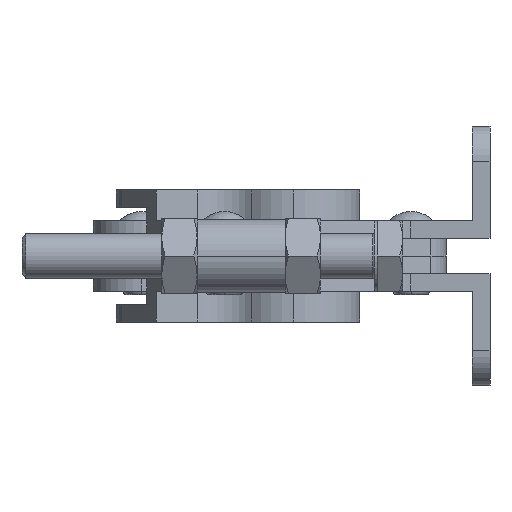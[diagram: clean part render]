
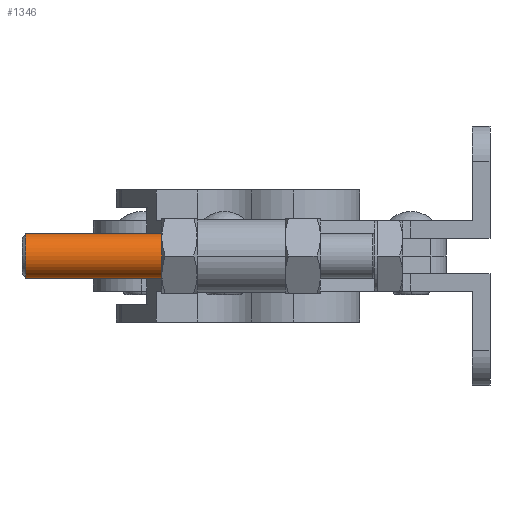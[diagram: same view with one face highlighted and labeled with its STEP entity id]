
A CAD part, left-side view. The second image highlights one B-rep face of the part: STEP entity #1346.
In plain terms, the highlighted cylindrical face has radius 5 mm (diameter 10 mm), a partial arc.
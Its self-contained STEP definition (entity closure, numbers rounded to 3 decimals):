
#617 = AXIS2_PLACEMENT_3D ( 'NONE', #9127, #6168, #4570 ) ;
#643 = CARTESIAN_POINT ( 'NONE',  ( -190.099, 19.841, 5. ) ) ;
#1346 = ADVANCED_FACE ( 'NONE', ( #4159 ), #9863, .T. ) ;
#1380 = VERTEX_POINT ( 'NONE', #4435 ) ;
#1787 = EDGE_CURVE ( 'NONE', #7209, #9452, #8051, .T. ) ;
#1912 = EDGE_CURVE ( 'NONE', #9452, #6945, #6343, .T. ) ;
#1933 = EDGE_CURVE ( 'NONE', #1380, #7209, #1983, .T. ) ;
#1983 = CIRCLE ( 'NONE', #617, 5. ) ;
#2105 = CARTESIAN_POINT ( 'NONE',  ( -190.099, 105.413, -5. ) ) ;
#3370 = EDGE_CURVE ( 'NONE', #1380, #6945, #5829, .T. ) ;
#3687 = DIRECTION ( 'NONE',  ( 0., -1., 0. ) ) ;
#3689 = CARTESIAN_POINT ( 'NONE',  ( -190.099, 19.841, 0. ) ) ;
#3867 = CARTESIAN_POINT ( 'NONE',  ( -190.099, 74.5, -5. ) ) ;
#4159 = FACE_OUTER_BOUND ( 'NONE', #9912, .T. ) ;
#4325 = CARTESIAN_POINT ( 'NONE',  ( -190.099, 19.841, -5. ) ) ;
#4435 = CARTESIAN_POINT ( 'NONE',  ( -190.099, 105.413, 5. ) ) ;
#4528 = CARTESIAN_POINT ( 'NONE',  ( -190.099, 74.5, 0. ) ) ;
#4570 = DIRECTION ( 'NONE',  ( 0., 0., 1. ) ) ;
#4900 = DIRECTION ( 'NONE',  ( 0., -1., 0. ) ) ;
#5192 = DIRECTION ( 'NONE',  ( 0., -1., 0. ) ) ;
#5829 = LINE ( 'NONE', #643, #7643 ) ;
#5980 = VECTOR ( 'NONE', #4900, 1000. ) ;
#6097 = DIRECTION ( 'NONE',  ( 0., 1., 0. ) ) ;
#6168 = DIRECTION ( 'NONE',  ( 0., -1., 0. ) ) ;
#6343 = CIRCLE ( 'NONE', #9084, 5. ) ;
#6945 = VERTEX_POINT ( 'NONE', #8642 ) ;
#6960 = ORIENTED_EDGE ( 'NONE', *, *, #1787, .T. ) ;
#7209 = VERTEX_POINT ( 'NONE', #2105 ) ;
#7410 = AXIS2_PLACEMENT_3D ( 'NONE', #3689, #5192, #9108 ) ;
#7643 = VECTOR ( 'NONE', #3687, 1000. ) ;
#7703 = ORIENTED_EDGE ( 'NONE', *, *, #1912, .T. ) ;
#8051 = LINE ( 'NONE', #4325, #5980 ) ;
#8137 = DIRECTION ( 'NONE',  ( 0., 0., -1. ) ) ;
#8521 = ORIENTED_EDGE ( 'NONE', *, *, #3370, .F. ) ;
#8642 = CARTESIAN_POINT ( 'NONE',  ( -190.099, 74.5, 5. ) ) ;
#9084 = AXIS2_PLACEMENT_3D ( 'NONE', #4528, #6097, #8137 ) ;
#9108 = DIRECTION ( 'NONE',  ( 0., 0., 1. ) ) ;
#9127 = CARTESIAN_POINT ( 'NONE',  ( -190.099, 105.413, 0. ) ) ;
#9452 = VERTEX_POINT ( 'NONE', #3867 ) ;
#9592 = ORIENTED_EDGE ( 'NONE', *, *, #1933, .T. ) ;
#9863 = CYLINDRICAL_SURFACE ( 'NONE', #7410, 5. ) ;
#9912 = EDGE_LOOP ( 'NONE', ( #9592, #6960, #7703, #8521 ) ) ;
